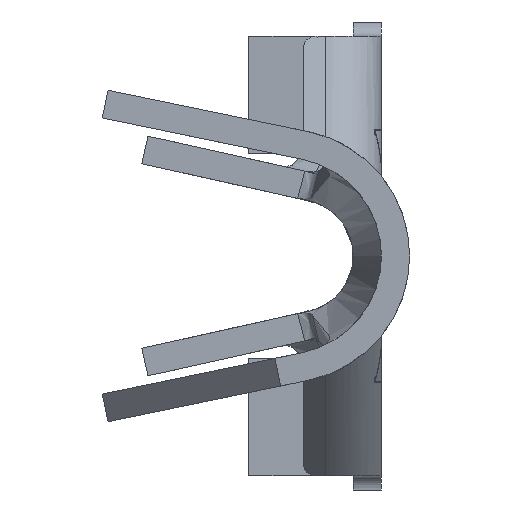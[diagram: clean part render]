
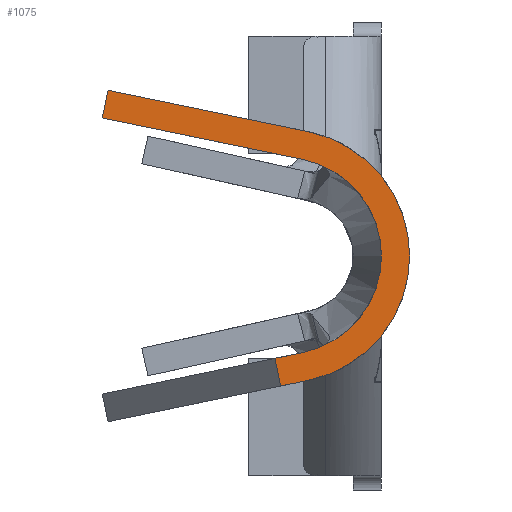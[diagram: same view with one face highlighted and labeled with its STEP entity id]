
A CAD part, left-side view. The second image highlights one B-rep face of the part: STEP entity #1075.
In plain terms, the highlighted planar face has unit normal (-1, 0, 0).
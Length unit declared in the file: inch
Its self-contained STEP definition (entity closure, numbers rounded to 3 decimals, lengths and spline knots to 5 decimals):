
#186 = CARTESIAN_POINT ( 'NONE',  ( -0.627, 0.05584, 0.06855 ) ) ;
#449 = ORIENTED_EDGE ( 'NONE', *, *, #2925, .T. ) ;
#486 = CARTESIAN_POINT ( 'NONE',  ( -0.627, 0.198, 0.09791 ) ) ;
#552 = LINE ( 'NONE', #3196, #4891 ) ;
#561 = CARTESIAN_POINT ( 'NONE',  ( -0.627, 0.0518, 0.08814 ) ) ;
#642 = ORIENTED_EDGE ( 'NONE', *, *, #8203, .T. ) ;
#865 = VERTEX_POINT ( 'NONE', #486 ) ;
#1075 = ADVANCED_FACE ( 'NONE', ( #5619 ), #8245, .T. ) ;
#1164 = AXIS2_PLACEMENT_3D ( 'NONE', #2655, #5278, #7906 ) ;
#1166 = CARTESIAN_POINT ( 'NONE',  ( -0.627, 0.0518, -0.08814 ) ) ;
#1534 = DIRECTION ( 'NONE',  ( 0., 0., 1. ) ) ;
#1570 = VECTOR ( 'NONE', #2176, 39.37008 ) ;
#1751 = ORIENTED_EDGE ( 'NONE', *, *, #8290, .T. ) ;
#2176 = DIRECTION ( 'NONE',  ( 0., -0.979, -0.202 ) ) ;
#2342 = CARTESIAN_POINT ( 'NONE',  ( -0.627, 0.0518, -0.08814 ) ) ;
#2343 = CARTESIAN_POINT ( 'NONE',  ( -0.627, 0.07, 0. ) ) ;
#2419 = VERTEX_POINT ( 'NONE', #7164 ) ;
#2451 = CARTESIAN_POINT ( 'NONE',  ( -0.627, 0.07558, -0.07263 ) ) ;
#2655 = CARTESIAN_POINT ( 'NONE',  ( -0.627, 0.07, 0. ) ) ;
#2925 = EDGE_CURVE ( 'NONE', #6617, #8085, #6011, .T. ) ;
#3176 = LINE ( 'NONE', #5805, #4061 ) ;
#3196 = CARTESIAN_POINT ( 'NONE',  ( -0.627, 0.05584, -0.06855 ) ) ;
#3207 = DIRECTION ( 'NONE',  ( 0., 0.979, 0.202 ) ) ;
#3285 = ORIENTED_EDGE ( 'NONE', *, *, #5763, .T. ) ;
#3594 = CARTESIAN_POINT ( 'NONE',  ( -0.627, 0.05584, -0.06855 ) ) ;
#3624 = AXIS2_PLACEMENT_3D ( 'NONE', #4816, #7448, #1534 ) ;
#3679 = VERTEX_POINT ( 'NONE', #6644 ) ;
#3728 = CARTESIAN_POINT ( 'NONE',  ( -0.627, 0.0518, 0.08814 ) ) ;
#3750 = VECTOR ( 'NONE', #3207, 39.37008 ) ;
#3851 = EDGE_LOOP ( 'NONE', ( #4340, #1751, #449, #5998, #3285, #642, #5616, #8463 ) ) ;
#4061 = VECTOR ( 'NONE', #8426, 39.37008 ) ;
#4141 = EDGE_CURVE ( 'NONE', #4429, #5913, #7496, .T. ) ;
#4340 = ORIENTED_EDGE ( 'NONE', *, *, #7708, .T. ) ;
#4429 = VERTEX_POINT ( 'NONE', #186 ) ;
#4685 = EDGE_CURVE ( 'NONE', #8085, #6450, #6476, .T. ) ;
#4816 = CARTESIAN_POINT ( 'NONE',  ( -0.627, 0.07, 0. ) ) ;
#4873 = AXIS2_PLACEMENT_3D ( 'NONE', #2343, #4966, #7602 ) ;
#4891 = VECTOR ( 'NONE', #5824, 39.37008 ) ;
#4964 = DIRECTION ( 'NONE',  ( 0., -0.979, 0.202 ) ) ;
#4966 = DIRECTION ( 'NONE',  ( -1., 0., 0. ) ) ;
#5071 = DIRECTION ( 'NONE',  ( 0., -0.202, -0.979 ) ) ;
#5081 = EDGE_CURVE ( 'NONE', #5913, #3679, #552, .T. ) ;
#5278 = DIRECTION ( 'NONE',  ( -1., 0., 0. ) ) ;
#5452 = LINE ( 'NONE', #8079, #1570 ) ;
#5616 = ORIENTED_EDGE ( 'NONE', *, *, #4141, .T. ) ;
#5619 = FACE_OUTER_BOUND ( 'NONE', #3851, .T. ) ;
#5763 = EDGE_CURVE ( 'NONE', #6450, #865, #3176, .T. ) ;
#5805 = CARTESIAN_POINT ( 'NONE',  ( -0.627, 0.198, 0.09791 ) ) ;
#5824 = DIRECTION ( 'NONE',  ( 0., 0.979, -0.202 ) ) ;
#5913 = VERTEX_POINT ( 'NONE', #3594 ) ;
#5998 = ORIENTED_EDGE ( 'NONE', *, *, #4685, .T. ) ;
#6011 = CIRCLE ( 'NONE', #1164, 0.09 ) ;
#6149 = CARTESIAN_POINT ( 'NONE',  ( -0.627, 0.19395, 0.1175 ) ) ;
#6450 = VERTEX_POINT ( 'NONE', #6149 ) ;
#6476 = LINE ( 'NONE', #561, #3750 ) ;
#6617 = VERTEX_POINT ( 'NONE', #1166 ) ;
#6644 = CARTESIAN_POINT ( 'NONE',  ( -0.627, 0.07558, -0.07263 ) ) ;
#6962 = VECTOR ( 'NONE', #5071, 39.37008 ) ;
#7164 = CARTESIAN_POINT ( 'NONE',  ( -0.627, 0.07154, -0.09222 ) ) ;
#7215 = VECTOR ( 'NONE', #4964, 39.37008 ) ;
#7448 = DIRECTION ( 'NONE',  ( 1., 0., 0. ) ) ;
#7496 = CIRCLE ( 'NONE', #3624, 0.07 ) ;
#7602 = DIRECTION ( 'NONE',  ( 0., 0., 1. ) ) ;
#7708 = EDGE_CURVE ( 'NONE', #3679, #2419, #8350, .T. ) ;
#7906 = DIRECTION ( 'NONE',  ( 0., 0., 1. ) ) ;
#8079 = CARTESIAN_POINT ( 'NONE',  ( -0.627, 0.05584, 0.06855 ) ) ;
#8085 = VERTEX_POINT ( 'NONE', #3728 ) ;
#8203 = EDGE_CURVE ( 'NONE', #865, #4429, #5452, .T. ) ;
#8244 = LINE ( 'NONE', #2342, #7215 ) ;
#8245 = PLANE ( 'NONE',  #4873 ) ;
#8290 = EDGE_CURVE ( 'NONE', #2419, #6617, #8244, .T. ) ;
#8350 = LINE ( 'NONE', #2451, #6962 ) ;
#8426 = DIRECTION ( 'NONE',  ( 0., 0.202, -0.979 ) ) ;
#8463 = ORIENTED_EDGE ( 'NONE', *, *, #5081, .T. ) ;
